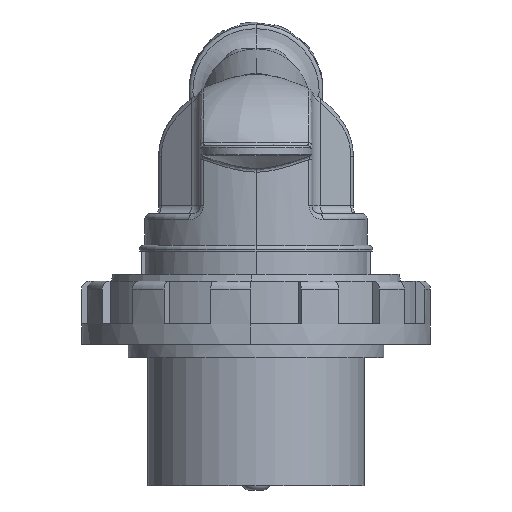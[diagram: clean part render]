
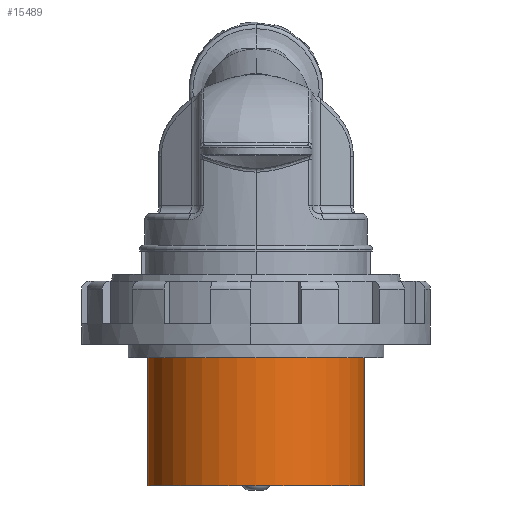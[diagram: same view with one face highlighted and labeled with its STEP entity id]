
A CAD part, front view. The second image highlights one B-rep face of the part: STEP entity #15489.
In plain terms, the highlighted cylindrical face has radius 28 mm (diameter 56 mm), a partial arc.
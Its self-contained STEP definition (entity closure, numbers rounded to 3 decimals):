
#12491=DIRECTION('',(0.,0.,-1.));
#12492=VECTOR('',#12491,33.1);
#12493=CARTESIAN_POINT('',(28.,0.,33.1));
#12494=LINE('',#12493,#12492);
#12495=DIRECTION('',(0.,0.,-1.));
#12496=VECTOR('',#12495,33.1);
#12497=CARTESIAN_POINT('',(-28.,0.,33.1));
#12498=LINE('',#12497,#12496);
#12499=CARTESIAN_POINT('',(0.,0.,33.1));
#12500=DIRECTION('',(0.,0.,-1.));
#12501=DIRECTION('',(1.,0.,0.));
#12502=AXIS2_PLACEMENT_3D('',#12499,#12500,#12501);
#12558=CARTESIAN_POINT('',(0.,0.,0.));
#12559=DIRECTION('',(0.,0.,-1.));
#12560=DIRECTION('',(1.,0.,0.));
#12561=AXIS2_PLACEMENT_3D('',#12558,#12559,#12560);
#14420=CARTESIAN_POINT('',(28.,0.,33.1));
#14421=CARTESIAN_POINT('',(28.,0.,0.));
#14422=VERTEX_POINT('',#14420);
#14423=VERTEX_POINT('',#14421);
#14428=CARTESIAN_POINT('',(-28.,0.,33.1));
#14429=CARTESIAN_POINT('',(-28.,0.,0.));
#14430=VERTEX_POINT('',#14428);
#14431=VERTEX_POINT('',#14429);
#15475=CARTESIAN_POINT('',(0.,0.,-2.08));
#15476=DIRECTION('',(0.,0.,1.));
#15477=DIRECTION('',(-1.,0.,0.));
#15478=AXIS2_PLACEMENT_3D('',#15475,#15476,#15477);
#15479=CYLINDRICAL_SURFACE('',#15478,28.);
#15481=ORIENTED_EDGE('',*,*,#15480,.T.);
#15483=ORIENTED_EDGE('',*,*,#15482,.T.);
#15485=ORIENTED_EDGE('',*,*,#15484,.F.);
#15486=ORIENTED_EDGE('',*,*,#15468,.F.);
#15487=EDGE_LOOP('',(#15481,#15483,#15485,#15486));
#15488=FACE_OUTER_BOUND('',#15487,.F.);
#15489=ADVANCED_FACE('',(#15488),#15479,.T.);
#12503=CIRCLE('',#12502,28.);
#12562=CIRCLE('',#12561,28.);
#15468=EDGE_CURVE('',#14422,#14430,#12503,.T.);
#15480=EDGE_CURVE('',#14422,#14423,#12494,.T.);
#15482=EDGE_CURVE('',#14423,#14431,#12562,.T.);
#15484=EDGE_CURVE('',#14430,#14431,#12498,.T.);
